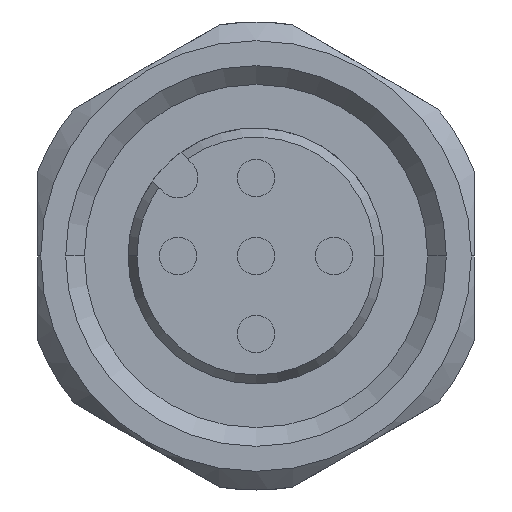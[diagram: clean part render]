
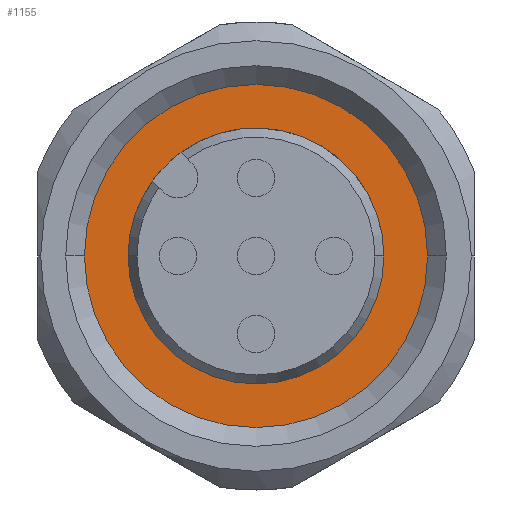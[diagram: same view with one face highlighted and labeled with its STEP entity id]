
A CAD part, left-side view. The second image highlights one B-rep face of the part: STEP entity #1155.
In plain terms, the highlighted planar face has unit normal (-1, 0, 0).
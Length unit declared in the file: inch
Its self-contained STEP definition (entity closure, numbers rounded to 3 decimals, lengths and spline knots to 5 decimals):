
#47 = EDGE_LOOP ( 'NONE', ( #1311, #1616 ) ) ;
#158 = VERTEX_POINT ( 'NONE', #3577 ) ;
#240 = AXIS2_PLACEMENT_3D ( 'NONE', #3777, #3792, #3498 ) ;
#339 = FACE_BOUND ( 'NONE', #47, .T. ) ;
#530 = CARTESIAN_POINT ( 'NONE',  ( -0.16535, 0., 0. ) ) ;
#606 = AXIS2_PLACEMENT_3D ( 'NONE', #4027, #3964, #2290 ) ;
#910 = CARTESIAN_POINT ( 'NONE',  ( -0.16535, 0., 0. ) ) ;
#1155 = ADVANCED_FACE ( 'NONE', ( #1236, #339 ), #4225, .T. ) ;
#1228 = DIRECTION ( 'NONE',  ( 0., -1., 0. ) ) ;
#1236 = FACE_OUTER_BOUND ( 'NONE', #2757, .T. ) ;
#1307 = EDGE_CURVE ( 'NONE', #158, #3440, #2260, .T. ) ;
#1311 = ORIENTED_EDGE ( 'NONE', *, *, #2617, .T. ) ;
#1319 = CIRCLE ( 'NONE', #240, 0.21654 ) ;
#1330 = CIRCLE ( 'NONE', #2000, 0.16142 ) ;
#1565 = DIRECTION ( 'NONE',  ( 1., 0., 0. ) ) ;
#1598 = DIRECTION ( 'NONE',  ( 1., 0., 0. ) ) ;
#1616 = ORIENTED_EDGE ( 'NONE', *, *, #1307, .T. ) ;
#1694 = CIRCLE ( 'NONE', #606, 0.21654 ) ;
#1985 = VERTEX_POINT ( 'NONE', #3439 ) ;
#1994 = EDGE_CURVE ( 'NONE', #1985, #2889, #1319, .T. ) ;
#2000 = AXIS2_PLACEMENT_3D ( 'NONE', #910, #1598, #1228 ) ;
#2135 = DIRECTION ( 'NONE',  ( 0., 0., 1. ) ) ;
#2250 = ORIENTED_EDGE ( 'NONE', *, *, #1994, .T. ) ;
#2260 = CIRCLE ( 'NONE', #3257, 0.16142 ) ;
#2290 = DIRECTION ( 'NONE',  ( 0., -1., 0. ) ) ;
#2448 = CARTESIAN_POINT ( 'NONE',  ( -0.16535, -0.21654, 0. ) ) ;
#2541 = ORIENTED_EDGE ( 'NONE', *, *, #3053, .T. ) ;
#2617 = EDGE_CURVE ( 'NONE', #3440, #158, #1330, .T. ) ;
#2757 = EDGE_LOOP ( 'NONE', ( #2541, #2250 ) ) ;
#2889 = VERTEX_POINT ( 'NONE', #2448 ) ;
#3053 = EDGE_CURVE ( 'NONE', #2889, #1985, #1694, .T. ) ;
#3147 = DIRECTION ( 'NONE',  ( -1., 0., 0. ) ) ;
#3257 = AXIS2_PLACEMENT_3D ( 'NONE', #530, #1565, #3951 ) ;
#3439 = CARTESIAN_POINT ( 'NONE',  ( -0.16535, 0.21654, 0. ) ) ;
#3440 = VERTEX_POINT ( 'NONE', #3887 ) ;
#3498 = DIRECTION ( 'NONE',  ( 0., -1., 0. ) ) ;
#3499 = CARTESIAN_POINT ( 'NONE',  ( -0.16535, 0., -0.18898 ) ) ;
#3577 = CARTESIAN_POINT ( 'NONE',  ( -0.16535, 0.16142, 0. ) ) ;
#3624 = AXIS2_PLACEMENT_3D ( 'NONE', #3499, #3147, #2135 ) ;
#3777 = CARTESIAN_POINT ( 'NONE',  ( -0.16535, 0., 0. ) ) ;
#3792 = DIRECTION ( 'NONE',  ( -1., 0., 0. ) ) ;
#3887 = CARTESIAN_POINT ( 'NONE',  ( -0.16535, -0.16142, 0. ) ) ;
#3951 = DIRECTION ( 'NONE',  ( 0., -1., 0. ) ) ;
#3964 = DIRECTION ( 'NONE',  ( -1., 0., 0. ) ) ;
#4027 = CARTESIAN_POINT ( 'NONE',  ( -0.16535, 0., 0. ) ) ;
#4225 = PLANE ( 'NONE',  #3624 ) ;
